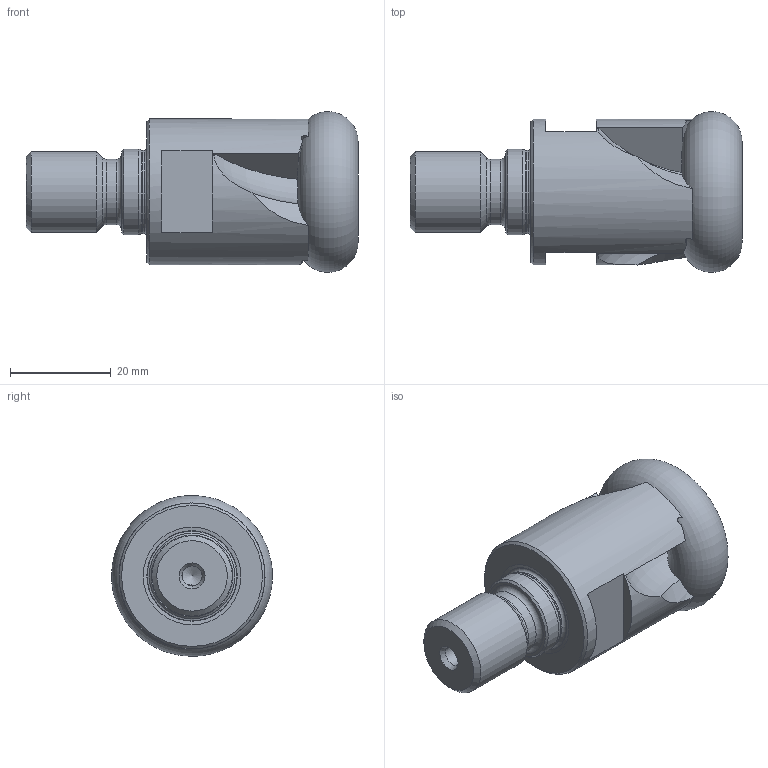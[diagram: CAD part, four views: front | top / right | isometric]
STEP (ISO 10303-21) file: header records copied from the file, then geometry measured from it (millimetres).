
FILE_DESCRIPTION (( 'STEP AP214' ), '1' );
FILE_NAME ('KEF-32-42-M16-512-3.STEP', '2015-01-12T13:05:21', ( '' ), ( '' ), 'SwSTEP 2.0', 'SolidWorks 2014', '' );
FILE_SCHEMA (( 'AUTOMOTIVE_DESIGN' ));
Length unit declared in the file: millimetre
Products named in the file (1): KEF-32-42-M16-512-3
Bounding box: 65.97 x 31.92 x 31.92 mm (x, y, z)
Volume: 28879.6 mm3; surface area: 7991 mm2
Topology: 1 solids, 1 shells, 73 faces, 199 edges, 129 vertices
Faces by surface type: plane 35, cylinder 20, cone 10, torus 8
Full cylindrical faces by diameter (mm): 2 x1, 3 x1, 4 x1, 13 x1, 16 x1, 16.6 x1, 17 x1, 29 x1
Entity records: 2646 total; most frequent: CARTESIAN_POINT 972, ORIENTED_EDGE 330, DIRECTION 308, EDGE_CURVE 165, AXIS2_PLACEMENT_3D 126, VERTEX_POINT 118, EDGE_LOOP 103, FACE_OUTER_BOUND 84
